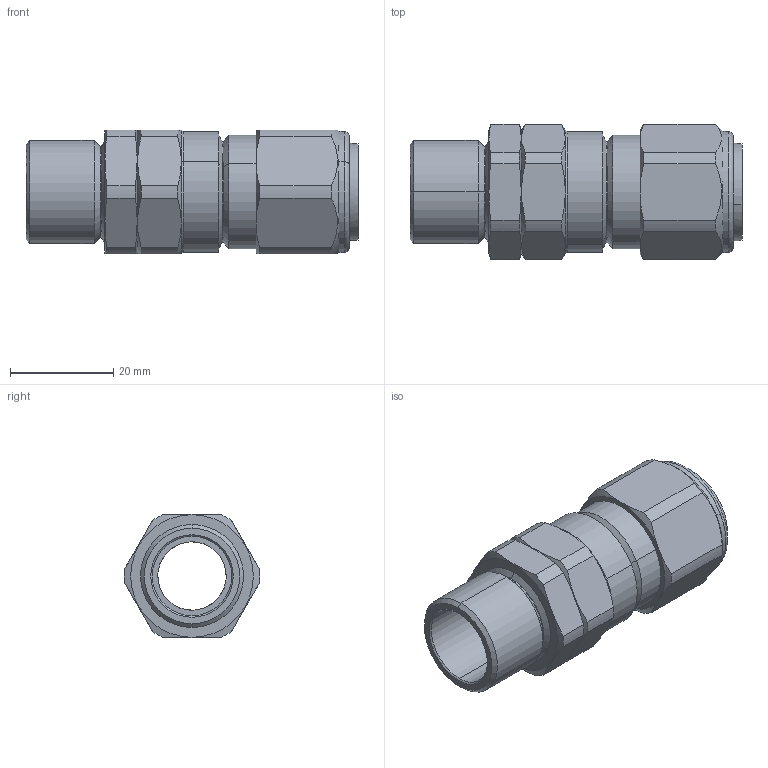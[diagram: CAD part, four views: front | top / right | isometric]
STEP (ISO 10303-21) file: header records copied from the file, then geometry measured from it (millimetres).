
FILE_DESCRIPTION (( 'STEP AP203' ), '1' );
FILE_NAME ('20S16CXED1RA.STEP', '2021-03-11T16:14:45', ( '' ), ( '' ), 'SwSTEP 2.0', 'SolidWorks 2017', '' );
FILE_SCHEMA (( 'CONFIG_CONTROL_DESIGN' ));
Length unit declared in the file: millimetre
Products named in the file (1): 20S16CXED1RA
Bounding box: 64.45 x 26.39 x 24 mm (x, y, z)
Volume: 15523.5 mm3; surface area: 8815 mm2
Topology: 1 solids, 6 shells, 374 faces, 998 edges, 634 vertices
Faces by surface type: plane 164, bspline 130, cone 38, cylinder 36, torus 6
Entity records: 19505 total; most frequent: CARTESIAN_POINT 11057, ORIENTED_EDGE 1996, DIRECTION 1308, EDGE_CURVE 998, VERTEX_POINT 634, VECTOR 466, LINE 466, AXIS2_PLACEMENT_3D 421
